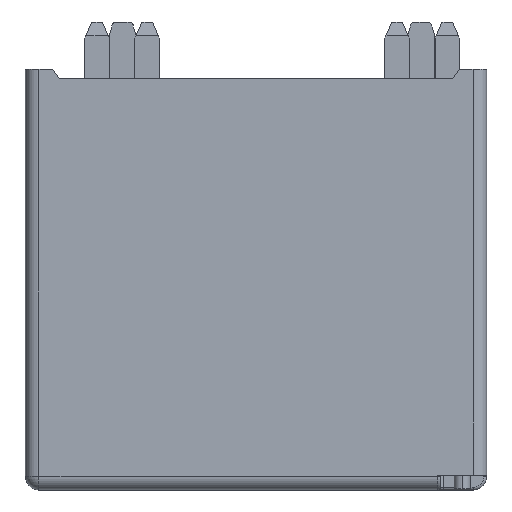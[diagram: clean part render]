
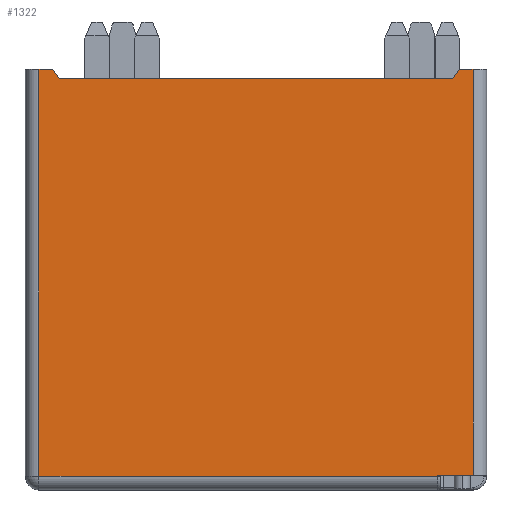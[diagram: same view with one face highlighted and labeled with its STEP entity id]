
A CAD part, front view. The second image highlights one B-rep face of the part: STEP entity #1322.
In plain terms, the highlighted face is planar.
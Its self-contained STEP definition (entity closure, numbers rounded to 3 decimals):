
#30 = EDGE_LOOP ( 'NONE', ( #9131, #8927, #9129, #8928, #9396, #9600, #9547, #9548, #8937, #8938 ) ) ;
#340 = VECTOR ( 'NONE', #2864, 1000. ) ;
#345 = VECTOR ( 'NONE', #3005, 1000. ) ;
#488 = EDGE_CURVE ( 'NONE', #1821, #1833, #2862, .T. ) ;
#535 = EDGE_CURVE ( 'NONE', #1533, #1534, #3003, .T. ) ;
#546 = EDGE_CURVE ( 'NONE', #1541, #1534, #3036, .T. ) ;
#547 = EDGE_CURVE ( 'NONE', #1540, #1541, #3039, .T. ) ;
#548 = EDGE_CURVE ( 'NONE', #1533, #1543, #3042, .T. ) ;
#549 = EDGE_CURVE ( 'NONE', #1544, #1543, #3045, .T. ) ;
#550 = EDGE_CURVE ( 'NONE', #1544, #1821, #3048, .T. ) ;
#551 = EDGE_CURVE ( 'NONE', #1833, #1545, #3051, .T. ) ;
#552 = EDGE_CURVE ( 'NONE', #1546, #1545, #3054, .T. ) ;
#553 = EDGE_CURVE ( 'NONE', #1546, #1540, #3057, .T. ) ;
#1322 = ADVANCED_FACE ( 'NONE', ( #6875 ), #6340, .F. ) ;
#1533 = VERTEX_POINT ( 'NONE', #6523 ) ;
#1534 = VERTEX_POINT ( 'NONE', #6524 ) ;
#1540 = VERTEX_POINT ( 'NONE', #6529 ) ;
#1541 = VERTEX_POINT ( 'NONE', #6530 ) ;
#1543 = VERTEX_POINT ( 'NONE', #6532 ) ;
#1544 = VERTEX_POINT ( 'NONE', #6533 ) ;
#1545 = VERTEX_POINT ( 'NONE', #6534 ) ;
#1546 = VERTEX_POINT ( 'NONE', #6535 ) ;
#1821 = VERTEX_POINT ( 'NONE', #7170 ) ;
#1833 = VERTEX_POINT ( 'NONE', #7180 ) ;
#1995 = VECTOR ( 'NONE', #3044, 1000. ) ;
#1998 = VECTOR ( 'NONE', #3056, 1000. ) ;
#2000 = VECTOR ( 'NONE', #3038, 1000. ) ;
#2003 = VECTOR ( 'NONE', #3041, 1000. ) ;
#2004 = VECTOR ( 'NONE', #3053, 1000. ) ;
#2011 = VECTOR ( 'NONE', #3059, 1000. ) ;
#2012 = VECTOR ( 'NONE', #3050, 1000. ) ;
#2016 = VECTOR ( 'NONE', #3047, 1000. ) ;
#2862 = LINE ( 'NONE', #2863, #340 ) ;
#2863 = CARTESIAN_POINT ( 'NONE',  ( -17., 0., 9.45 ) ) ;
#2864 = DIRECTION ( 'NONE',  ( 1., 0., 0. ) ) ;
#3003 = LINE ( 'NONE', #3004, #345 ) ;
#3004 = CARTESIAN_POINT ( 'NONE',  ( -17., 29.2, 9.45 ) ) ;
#3005 = DIRECTION ( 'NONE',  ( 1., 0., 0. ) ) ;
#3036 = LINE ( 'NONE', #3037, #2000 ) ;
#3037 = CARTESIAN_POINT ( 'NONE',  ( -13.4, 30.3, 9.45 ) ) ;
#3038 = DIRECTION ( 'NONE',  ( 0., -1., 0. ) ) ;
#3039 = LINE ( 'NONE', #3040, #2003 ) ;
#3040 = CARTESIAN_POINT ( 'NONE',  ( -13.6, 29.3, 9.45 ) ) ;
#3041 = DIRECTION ( 'NONE',  ( -1., 0., 0. ) ) ;
#3042 = LINE ( 'NONE', #3043, #1995 ) ;
#3043 = CARTESIAN_POINT ( 'NONE',  ( -16., 30.3, 9.45 ) ) ;
#3044 = DIRECTION ( 'NONE',  ( 0., -1., 0. ) ) ;
#3045 = LINE ( 'NONE', #3046, #2016 ) ;
#3046 = CARTESIAN_POINT ( 'NONE',  ( -15., -0.7, 9.45 ) ) ;
#3047 = DIRECTION ( 'NONE',  ( -1., 0., 0. ) ) ;
#3048 = LINE ( 'NONE', #3049, #2012 ) ;
#3049 = CARTESIAN_POINT ( 'NONE',  ( -1.014, 18.881, 9.45 ) ) ;
#3050 = DIRECTION ( 'NONE',  ( 0.581, 0.814, 0. ) ) ;
#3051 = LINE ( 'NONE', #3052, #2004 ) ;
#3052 = CARTESIAN_POINT ( 'NONE',  ( -10.473, 34.962, 9.45 ) ) ;
#3053 = DIRECTION ( 'NONE',  ( 0.581, -0.814, 0. ) ) ;
#3054 = LINE ( 'NONE', #3055, #1998 ) ;
#3055 = CARTESIAN_POINT ( 'NONE',  ( 15., -0.7, 9.45 ) ) ;
#3056 = DIRECTION ( 'NONE',  ( -1., 0., 0. ) ) ;
#3057 = LINE ( 'NONE', #3058, #2011 ) ;
#3058 = CARTESIAN_POINT ( 'NONE',  ( 16., 30.3, 9.45 ) ) ;
#3059 = DIRECTION ( 'NONE',  ( 0., 1., 0. ) ) ;
#6340 = PLANE ( 'NONE',  #6878 ) ;
#6341 = CARTESIAN_POINT ( 'NONE',  ( -17., 30.3, 9.45 ) ) ;
#6342 = DIRECTION ( 'NONE',  ( 0., 0., -1. ) ) ;
#6343 = DIRECTION ( 'NONE',  ( -1., 0., 0. ) ) ;
#6523 = CARTESIAN_POINT ( 'NONE',  ( -16., 29.2, 9.45 ) ) ;
#6524 = CARTESIAN_POINT ( 'NONE',  ( -13.4, 29.2, 9.45 ) ) ;
#6529 = CARTESIAN_POINT ( 'NONE',  ( 16., 29.3, 9.45 ) ) ;
#6530 = CARTESIAN_POINT ( 'NONE',  ( -13.4, 29.3, 9.45 ) ) ;
#6532 = CARTESIAN_POINT ( 'NONE',  ( -16., -0.7, 9.45 ) ) ;
#6533 = CARTESIAN_POINT ( 'NONE',  ( -15., -0.7, 9.45 ) ) ;
#6534 = CARTESIAN_POINT ( 'NONE',  ( 15., -0.7, 9.45 ) ) ;
#6535 = CARTESIAN_POINT ( 'NONE',  ( 16., -0.7, 9.45 ) ) ;
#6875 = FACE_OUTER_BOUND ( 'NONE', #30, .T. ) ;
#6878 = AXIS2_PLACEMENT_3D ( 'NONE', #6341, #6342, #6343 ) ;
#7170 = CARTESIAN_POINT ( 'NONE',  ( -14.5, 0., 9.45 ) ) ;
#7180 = CARTESIAN_POINT ( 'NONE',  ( 14.5, 0., 9.45 ) ) ;
#8927 = ORIENTED_EDGE ( 'NONE', *, *, #546, .T. ) ;
#8928 = ORIENTED_EDGE ( 'NONE', *, *, #548, .T. ) ;
#8937 = ORIENTED_EDGE ( 'NONE', *, *, #552, .F. ) ;
#8938 = ORIENTED_EDGE ( 'NONE', *, *, #553, .T. ) ;
#9129 = ORIENTED_EDGE ( 'NONE', *, *, #535, .F. ) ;
#9131 = ORIENTED_EDGE ( 'NONE', *, *, #547, .T. ) ;
#9396 = ORIENTED_EDGE ( 'NONE', *, *, #549, .F. ) ;
#9547 = ORIENTED_EDGE ( 'NONE', *, *, #488, .T. ) ;
#9548 = ORIENTED_EDGE ( 'NONE', *, *, #551, .T. ) ;
#9600 = ORIENTED_EDGE ( 'NONE', *, *, #550, .T. ) ;
